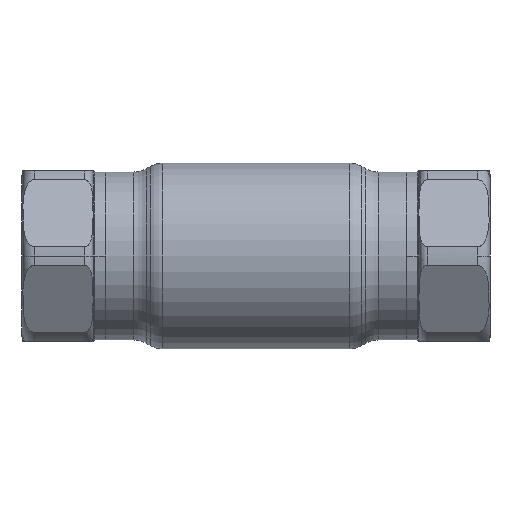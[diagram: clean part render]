
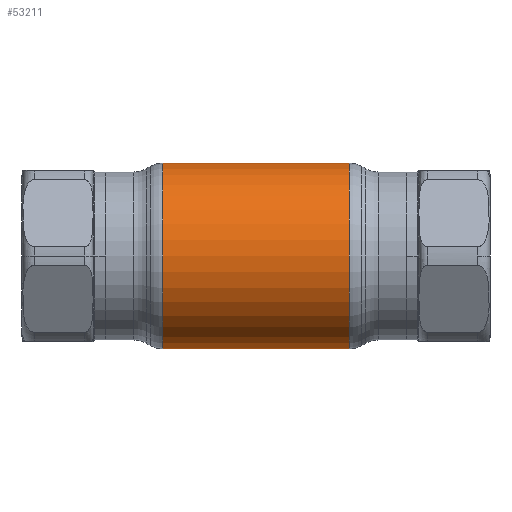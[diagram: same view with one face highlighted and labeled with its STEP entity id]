
A CAD part, front view. The second image highlights one B-rep face of the part: STEP entity #53211.
In plain terms, the highlighted cylindrical face has radius 22.25 mm (diameter 44.5 mm), a partial arc.
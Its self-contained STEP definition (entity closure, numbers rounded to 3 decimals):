
#4794 = CARTESIAN_POINT ( 'NONE',  ( -22.285, 0., -22.25 ) ) ;
#4957 = EDGE_LOOP ( 'NONE', ( #55595, #21335, #18187, #9206 ) ) ;
#5233 = VECTOR ( 'NONE', #43399, 1000. ) ;
#5708 = EDGE_CURVE ( 'NONE', #42095, #35870, #16411, .T. ) ;
#9206 = ORIENTED_EDGE ( 'NONE', *, *, #51642, .F. ) ;
#9426 = DIRECTION ( 'NONE',  ( 0., 0., 1. ) ) ;
#10855 = CIRCLE ( 'NONE', #46233, 22.25 ) ;
#11719 = FACE_OUTER_BOUND ( 'NONE', #4957, .T. ) ;
#16411 = LINE ( 'NONE', #34988, #5233 ) ;
#16628 = AXIS2_PLACEMENT_3D ( 'NONE', #50145, #45673, #9426 ) ;
#18187 = ORIENTED_EDGE ( 'NONE', *, *, #5708, .T. ) ;
#19184 = CARTESIAN_POINT ( 'NONE',  ( 22.285, 0., 0. ) ) ;
#21335 = ORIENTED_EDGE ( 'NONE', *, *, #37066, .T. ) ;
#27414 = CARTESIAN_POINT ( 'NONE',  ( 22.285, 0., 22.25 ) ) ;
#34581 = CARTESIAN_POINT ( 'NONE',  ( 22.285, 0., -22.25 ) ) ;
#34988 = CARTESIAN_POINT ( 'NONE',  ( -62.69, 0., 22.25 ) ) ;
#35125 = CARTESIAN_POINT ( 'NONE',  ( -62.69, 0., -22.25 ) ) ;
#35870 = VERTEX_POINT ( 'NONE', #43820 ) ;
#36835 = EDGE_CURVE ( 'NONE', #51041, #38822, #47971, .T. ) ;
#37066 = EDGE_CURVE ( 'NONE', #51041, #42095, #10855, .T. ) ;
#37811 = AXIS2_PLACEMENT_3D ( 'NONE', #56926, #43477, #57227 ) ;
#38699 = CYLINDRICAL_SURFACE ( 'NONE', #37811, 22.25 ) ;
#38822 = VERTEX_POINT ( 'NONE', #4794 ) ;
#42095 = VERTEX_POINT ( 'NONE', #27414 ) ;
#42889 = DIRECTION ( 'NONE',  ( 0., 0., 1. ) ) ;
#43399 = DIRECTION ( 'NONE',  ( -1., 0., 0. ) ) ;
#43477 = DIRECTION ( 'NONE',  ( -1., 0., 0. ) ) ;
#43820 = CARTESIAN_POINT ( 'NONE',  ( -22.285, 0., 22.25 ) ) ;
#45673 = DIRECTION ( 'NONE',  ( -1., 0., 0. ) ) ;
#46233 = AXIS2_PLACEMENT_3D ( 'NONE', #19184, #47041, #42889 ) ;
#47041 = DIRECTION ( 'NONE',  ( -1., 0., 0. ) ) ;
#47971 = LINE ( 'NONE', #35125, #51018 ) ;
#48872 = DIRECTION ( 'NONE',  ( -1., 0., 0. ) ) ;
#50145 = CARTESIAN_POINT ( 'NONE',  ( -22.285, 0., 0. ) ) ;
#51018 = VECTOR ( 'NONE', #48872, 1000. ) ;
#51041 = VERTEX_POINT ( 'NONE', #34581 ) ;
#51642 = EDGE_CURVE ( 'NONE', #38822, #35870, #52048, .T. ) ;
#52048 = CIRCLE ( 'NONE', #16628, 22.25 ) ;
#53211 = ADVANCED_FACE ( 'NONE', ( #11719 ), #38699, .T. ) ;
#55595 = ORIENTED_EDGE ( 'NONE', *, *, #36835, .F. ) ;
#56926 = CARTESIAN_POINT ( 'NONE',  ( -62.69, 0., 0. ) ) ;
#57227 = DIRECTION ( 'NONE',  ( 0., 0., 1. ) ) ;
